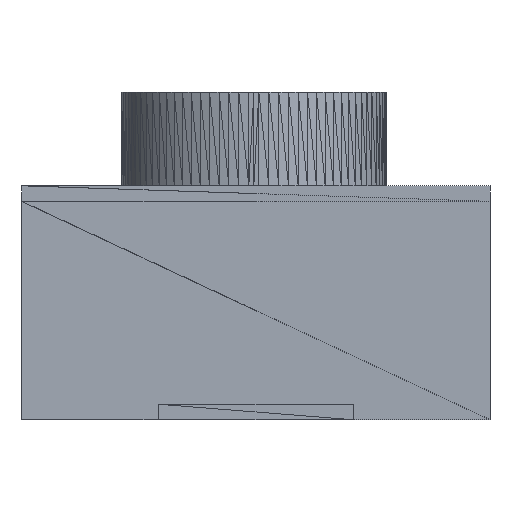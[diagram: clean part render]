
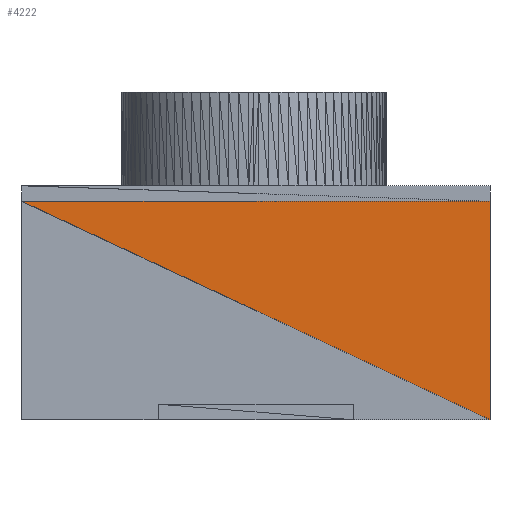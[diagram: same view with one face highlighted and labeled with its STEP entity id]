
A CAD part, left-side view. The second image highlights one B-rep face of the part: STEP entity #4222.
In plain terms, the highlighted planar face has unit normal (-1, 0, 0).
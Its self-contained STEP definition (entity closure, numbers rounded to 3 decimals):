
#32=FACE_OUTER_BOUND('',#412,.T.);
#412=EDGE_LOOP('',(#2720,#2721,#2722));
#792=LINE('',#6345,#1362);
#798=LINE('',#6356,#1368);
#799=LINE('',#6358,#1369);
#1362=VECTOR('',#5010,10.);
#1368=VECTOR('',#5026,10.);
#1369=VECTOR('',#5029,10.);
#1923=VERTEX_POINT('',#6325);
#1928=VERTEX_POINT('',#6337);
#1930=VERTEX_POINT('',#6343);
#2132=EDGE_CURVE('',#1930,#1928,#792,.T.);
#2138=EDGE_CURVE('',#1928,#1923,#798,.T.);
#2139=EDGE_CURVE('',#1930,#1923,#799,.T.);
#2720=ORIENTED_EDGE('',*,*,#2132,.T.);
#2721=ORIENTED_EDGE('',*,*,#2138,.T.);
#2722=ORIENTED_EDGE('',*,*,#2139,.F.);
#3842=PLANE('',#4620);
#4222=ADVANCED_FACE('',(#32),#3842,.T.);
#4620=AXIS2_PLACEMENT_3D('',#6357,#5027,#5028);
#5010=DIRECTION('',(0.,1.,0.));
#5026=DIRECTION('',(0.,-0.906,-0.423));
#5027=DIRECTION('center_axis',(-1.,0.,0.));
#5028=DIRECTION('ref_axis',(0.,0.,1.));
#5029=DIRECTION('',(0.,0.,-1.));
#6325=CARTESIAN_POINT('',(-2.,-1.54,0.));
#6337=CARTESIAN_POINT('',(-2.,1.46,1.4));
#6343=CARTESIAN_POINT('',(-2.,-1.54,1.4));
#6345=CARTESIAN_POINT('',(-2.,-1.54,1.4));
#6356=CARTESIAN_POINT('',(-2.,1.46,1.4));
#6357=CARTESIAN_POINT('Origin',(-2.,-1.54,0.));
#6358=CARTESIAN_POINT('',(-2.,-1.54,1.4));
